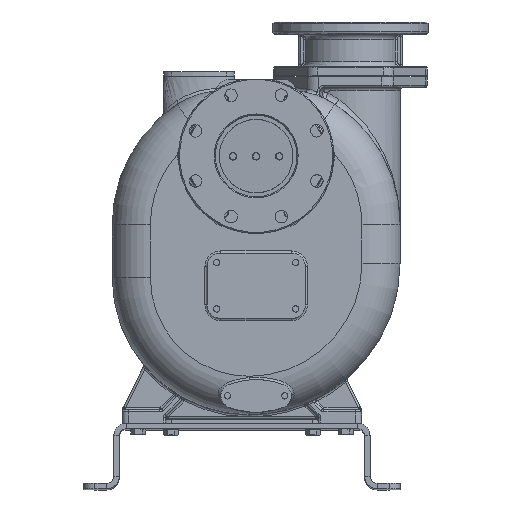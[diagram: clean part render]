
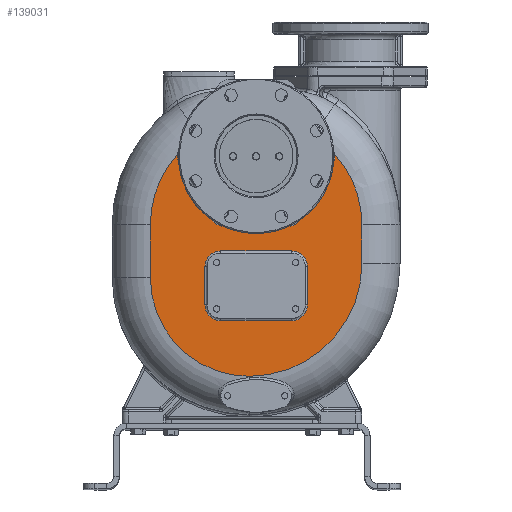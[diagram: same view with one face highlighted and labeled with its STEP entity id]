
A CAD part, top view. The second image highlights one B-rep face of the part: STEP entity #139031.
In plain terms, the highlighted planar face has unit normal (0, 0, 1).
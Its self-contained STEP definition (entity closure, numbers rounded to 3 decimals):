
#40377=DIRECTION('',(0.5,0.866,0.));
#40378=VECTOR('',#40377,115.47);
#40379=CARTESIAN_POINT('',(108.85,375.5,190.));
#40380=LINE('',#40379,#40378);
#40381=CARTESIAN_POINT('',(141.47,490.,190.));
#40382=DIRECTION('',(0.,0.,1.));
#40383=DIRECTION('',(0.866,-0.5,0.));
#40384=AXIS2_PLACEMENT_3D('',#40381,#40382,#40383);
#40386=CARTESIAN_POINT('',(26.,364.,190.));
#40387=DIRECTION('',(0.,0.,1.));
#40388=DIRECTION('',(1.,0.,0.));
#40389=AXIS2_PLACEMENT_3D('',#40386,#40387,#40388);
#40391=DIRECTION('',(0.,1.,0.));
#40392=VECTOR('',#40391,71.);
#40393=CARTESIAN_POINT('',(220.,293.,190.));
#40394=LINE('',#40393,#40392);
#40395=CARTESIAN_POINT('',(13.,293.,190.));
#40396=DIRECTION('',(0.,0.,1.));
#40397=DIRECTION('',(0.,-1.,0.));
#40398=AXIS2_PLACEMENT_3D('',#40395,#40396,#40397);
#40400=CARTESIAN_POINT('',(13.,267.,190.));
#40401=DIRECTION('',(0.,0.,1.));
#40402=DIRECTION('',(-1.,0.,0.));
#40403=AXIS2_PLACEMENT_3D('',#40400,#40401,#40402);
#40405=DIRECTION('',(0.,-1.,0.));
#40406=VECTOR('',#40405,97.);
#40407=CARTESIAN_POINT('',(-168.,364.,190.));
#40408=LINE('',#40407,#40406);
#40409=CARTESIAN_POINT('',(26.,364.,190.));
#40410=DIRECTION('',(0.,0.,1.));
#40411=DIRECTION('',(-0.743,0.669,0.));
#40412=AXIS2_PLACEMENT_3D('',#40409,#40410,#40411);
#40414=CARTESIAN_POINT('',(-89.47,490.,190.));
#40415=DIRECTION('',(0.,0.,1.));
#40416=DIRECTION('',(-0.992,0.129,0.));
#40417=AXIS2_PLACEMENT_3D('',#40414,#40415,#40416);
#40419=DIRECTION('',(0.5,-0.866,0.));
#40420=VECTOR('',#40419,115.47);
#40421=CARTESIAN_POINT('',(-114.585,475.5,190.));
#40422=LINE('',#40421,#40420);
#40423=CARTESIAN_POINT('',(-31.735,390.,190.));
#40424=DIRECTION('',(0.,0.,1.));
#40425=DIRECTION('',(-0.866,-0.5,0.));
#40426=AXIS2_PLACEMENT_3D('',#40423,#40424,#40425);
#40428=DIRECTION('',(1.,0.,0.));
#40429=VECTOR('',#40428,115.47);
#40430=CARTESIAN_POINT('',(-31.735,361.,190.));
#40431=LINE('',#40430,#40429);
#40432=CARTESIAN_POINT('',(83.735,390.,190.));
#40433=DIRECTION('',(0.,0.,1.));
#40434=DIRECTION('',(0.,-1.,0.));
#40435=AXIS2_PLACEMENT_3D('',#40432,#40433,#40434);
#40437=CARTESIAN_POINT('',(-39.,217.,190.));
#40438=DIRECTION('',(0.,0.,1.));
#40439=DIRECTION('',(-1.,0.,0.));
#40440=AXIS2_PLACEMENT_3D('',#40437,#40438,#40439);
#40442=DIRECTION('',(1.,0.,0.));
#40443=VECTOR('',#40442,130.);
#40444=CARTESIAN_POINT('',(-39.,188.,190.));
#40445=LINE('',#40444,#40443);
#40446=CARTESIAN_POINT('',(91.,217.,190.));
#40447=DIRECTION('',(0.,0.,1.));
#40448=DIRECTION('',(0.,-1.,0.));
#40449=AXIS2_PLACEMENT_3D('',#40446,#40447,#40448);
#40451=DIRECTION('',(0.,1.,0.));
#40452=VECTOR('',#40451,70.);
#40453=CARTESIAN_POINT('',(120.,217.,190.));
#40454=LINE('',#40453,#40452);
#40455=CARTESIAN_POINT('',(91.,287.,190.));
#40456=DIRECTION('',(0.,0.,1.));
#40457=DIRECTION('',(1.,0.,0.));
#40458=AXIS2_PLACEMENT_3D('',#40455,#40456,#40457);
#40460=DIRECTION('',(-1.,0.,0.));
#40461=VECTOR('',#40460,130.);
#40462=CARTESIAN_POINT('',(91.,316.,190.));
#40463=LINE('',#40462,#40461);
#40464=CARTESIAN_POINT('',(-39.,287.,190.));
#40465=DIRECTION('',(0.,0.,1.));
#40466=DIRECTION('',(0.,1.,0.));
#40467=AXIS2_PLACEMENT_3D('',#40464,#40465,#40466);
#40469=DIRECTION('',(0.,-1.,0.));
#40470=VECTOR('',#40469,70.);
#40471=CARTESIAN_POINT('',(-68.,287.,190.));
#40472=LINE('',#40471,#40470);
#40525=CARTESIAN_POINT('',(-118.227,493.748,190.));
#42898=CARTESIAN_POINT('',(170.227,493.748,190.));
#88301=CARTESIAN_POINT('',(220.,293.,190.));
#88302=CARTESIAN_POINT('',(220.,364.,190.));
#88303=VERTEX_POINT('',#88301);
#88304=VERTEX_POINT('',#88302);
#88305=CARTESIAN_POINT('',(13.,86.,190.));
#88306=VERTEX_POINT('',#88305);
#88309=CARTESIAN_POINT('',(-168.,267.,190.));
#88310=VERTEX_POINT('',#88309);
#88311=CARTESIAN_POINT('',(-168.,364.,190.));
#88312=VERTEX_POINT('',#88311);
#88321=CARTESIAN_POINT('',(-68.,217.,190.));
#88322=CARTESIAN_POINT('',(-39.,188.,190.));
#88323=VERTEX_POINT('',#88321);
#88324=VERTEX_POINT('',#88322);
#88329=CARTESIAN_POINT('',(91.,188.,190.));
#88330=VERTEX_POINT('',#88329);
#88333=CARTESIAN_POINT('',(120.,217.,190.));
#88334=VERTEX_POINT('',#88333);
#88337=CARTESIAN_POINT('',(120.,287.,190.));
#88338=VERTEX_POINT('',#88337);
#88341=CARTESIAN_POINT('',(91.,316.,190.));
#88342=VERTEX_POINT('',#88341);
#88345=CARTESIAN_POINT('',(-39.,316.,190.));
#88346=VERTEX_POINT('',#88345);
#88349=CARTESIAN_POINT('',(-68.,287.,190.));
#88350=VERTEX_POINT('',#88349);
#88667=VERTEX_POINT('',#42898);
#88669=CARTESIAN_POINT('',(108.85,375.5,190.));
#88670=CARTESIAN_POINT('',(166.585,475.5,190.));
#88671=VERTEX_POINT('',#88669);
#88672=VERTEX_POINT('',#88670);
#88677=CARTESIAN_POINT('',(83.735,361.,190.));
#88678=VERTEX_POINT('',#88677);
#88681=CARTESIAN_POINT('',(-31.735,361.,190.));
#88682=VERTEX_POINT('',#88681);
#88685=CARTESIAN_POINT('',(-56.85,375.5,190.));
#88686=VERTEX_POINT('',#88685);
#88689=CARTESIAN_POINT('',(-114.585,475.5,190.));
#88690=VERTEX_POINT('',#88689);
#88694=VERTEX_POINT('',#40525);
#138981=CARTESIAN_POINT('',(0.,280.,190.));
#138982=DIRECTION('',(0.,0.,1.));
#138983=DIRECTION('',(-1.,0.,0.));
#138984=AXIS2_PLACEMENT_3D('',#138981,#138982,#138983);
#138985=PLANE('',#138984);
#138987=ORIENTED_EDGE('',*,*,#138986,.T.);
#138989=ORIENTED_EDGE('',*,*,#138988,.T.);
#138991=ORIENTED_EDGE('',*,*,#138990,.F.);
#138992=ORIENTED_EDGE('',*,*,#138971,.F.);
#138994=ORIENTED_EDGE('',*,*,#138993,.F.);
#138996=ORIENTED_EDGE('',*,*,#138995,.F.);
#138998=ORIENTED_EDGE('',*,*,#138997,.F.);
#139000=ORIENTED_EDGE('',*,*,#138999,.F.);
#139002=ORIENTED_EDGE('',*,*,#139001,.T.);
#139004=ORIENTED_EDGE('',*,*,#139003,.T.);
#139006=ORIENTED_EDGE('',*,*,#139005,.T.);
#139008=ORIENTED_EDGE('',*,*,#139007,.T.);
#139010=ORIENTED_EDGE('',*,*,#139009,.T.);
#139011=EDGE_LOOP('',(#138987,#138989,#138991,#138992,#138994,#138996,#138998,
#139000,#139002,#139004,#139006,#139008,#139010));
#139012=FACE_OUTER_BOUND('',#139011,.F.);
#139014=ORIENTED_EDGE('',*,*,#139013,.T.);
#139016=ORIENTED_EDGE('',*,*,#139015,.T.);
#139018=ORIENTED_EDGE('',*,*,#139017,.T.);
#139020=ORIENTED_EDGE('',*,*,#139019,.T.);
#139022=ORIENTED_EDGE('',*,*,#139021,.T.);
#139024=ORIENTED_EDGE('',*,*,#139023,.T.);
#139026=ORIENTED_EDGE('',*,*,#139025,.T.);
#139028=ORIENTED_EDGE('',*,*,#139027,.T.);
#139029=EDGE_LOOP('',(#139014,#139016,#139018,#139020,#139022,#139024,#139026,
#139028));
#139030=FACE_BOUND('',#139029,.F.);
#139031=ADVANCED_FACE('',(#139012,#139030),#138985,.T.);
#40385=CIRCLE('',#40384,29.);
#40390=CIRCLE('',#40389,194.);
#40399=CIRCLE('',#40398,207.);
#40404=CIRCLE('',#40403,181.);
#40413=CIRCLE('',#40412,194.);
#40418=CIRCLE('',#40417,29.);
#40427=CIRCLE('',#40426,29.);
#40436=CIRCLE('',#40435,29.);
#40441=CIRCLE('',#40440,29.);
#40450=CIRCLE('',#40449,29.);
#40459=CIRCLE('',#40458,29.);
#40468=CIRCLE('',#40467,29.);
#138971=EDGE_CURVE('',#88303,#88304,#40394,.T.);
#138986=EDGE_CURVE('',#88671,#88672,#40380,.T.);
#138988=EDGE_CURVE('',#88672,#88667,#40385,.T.);
#138990=EDGE_CURVE('',#88304,#88667,#40390,.T.);
#138993=EDGE_CURVE('',#88306,#88303,#40399,.T.);
#138995=EDGE_CURVE('',#88310,#88306,#40404,.T.);
#138997=EDGE_CURVE('',#88312,#88310,#40408,.T.);
#138999=EDGE_CURVE('',#88694,#88312,#40413,.T.);
#139001=EDGE_CURVE('',#88694,#88690,#40418,.T.);
#139003=EDGE_CURVE('',#88690,#88686,#40422,.T.);
#139005=EDGE_CURVE('',#88686,#88682,#40427,.T.);
#139007=EDGE_CURVE('',#88682,#88678,#40431,.T.);
#139009=EDGE_CURVE('',#88678,#88671,#40436,.T.);
#139013=EDGE_CURVE('',#88323,#88324,#40441,.T.);
#139015=EDGE_CURVE('',#88324,#88330,#40445,.T.);
#139017=EDGE_CURVE('',#88330,#88334,#40450,.T.);
#139019=EDGE_CURVE('',#88334,#88338,#40454,.T.);
#139021=EDGE_CURVE('',#88338,#88342,#40459,.T.);
#139023=EDGE_CURVE('',#88342,#88346,#40463,.T.);
#139025=EDGE_CURVE('',#88346,#88350,#40468,.T.);
#139027=EDGE_CURVE('',#88350,#88323,#40472,.T.);
